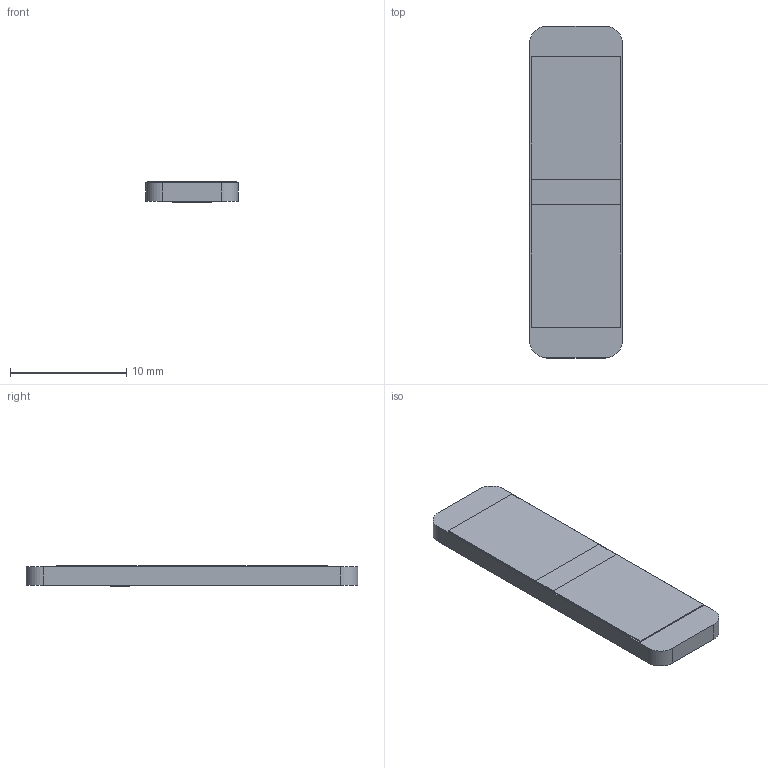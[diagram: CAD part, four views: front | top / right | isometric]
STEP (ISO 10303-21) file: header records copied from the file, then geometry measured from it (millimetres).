
FILE_DESCRIPTION(/* description */ (''),/* implementation_level */ '2;1');
FILE_NAME(/* name */ 'd5c0382b-99e2-426c-b79f-1ee4061431af.stp',/* time_stamp */ '2020-01-31T00:50:26+00:00',/* author */ (''),/* organization */ (''),/* preprocessor_version */ 'ST-DEVELOPER v18',/* originating_system */ 'Autodesk Translation Framework v8.12.0.6',/* authorisation */ '');
FILE_SCHEMA (('AUTOMOTIVE_DESIGN { 1 0 10303 214 3 1 1 }'));
Length unit declared in the file: millimetre
Products named in the file (5): d5c0382b-99e2-426c-b79f-1ee4061431af; PCB Component; Board; 1206; WEIDMULLERLSF-3_50-2-90
Assembly tree (5 placements, depth 3):
  d5c0382b-99e2-426c-b79f-1ee4061431af
    PCB Component
      Board
      1206
      WEIDMULLERLSF-3_50-2-90  x2
Bounding box: 8 x 28.6 x 1.77 mm (x, y, z)
Volume: 358.4 mm3; surface area: 1018.8 mm2
Topology: 4 solids, 4 shells, 40 faces, 96 edges, 64 vertices
Faces by surface type: plane 24, cylinder 16
Full cylindrical faces by diameter (mm): 1.1 x12
Entity records: 1253 total; most frequent: DIRECTION 204, CARTESIAN_POINT 184, ORIENTED_EDGE 168, EDGE_CURVE 84, AXIS2_PLACEMENT_3D 76, EDGE_LOOP 58, VERTEX_POINT 56, LINE 52
